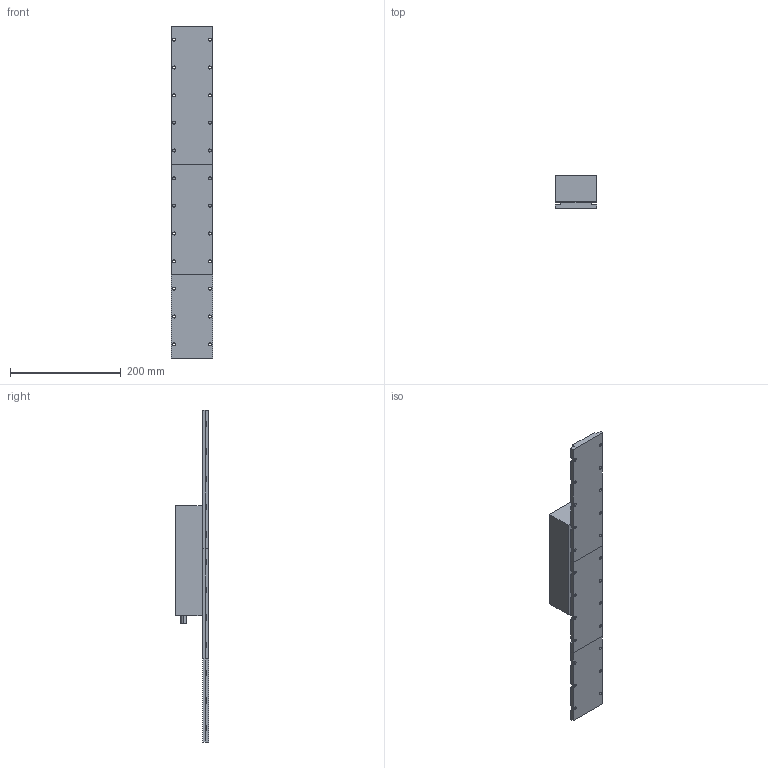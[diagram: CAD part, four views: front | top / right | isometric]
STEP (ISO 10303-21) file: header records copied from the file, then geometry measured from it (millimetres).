
FILE_DESCRIPTION (( 'STEP AP214' ), '1' );
FILE_NAME ('ZW3A-H55-2-ZP-MODEL.STEP', '2022-09-19T09:16:01', ( '' ), ( '' ), 'SwSTEP 2.0', 'SolidWorks 2020', '' );
FILE_SCHEMA (( 'AUTOMOTIVE_DESIGN' ));
Length unit declared in the file: millimetre
Products named in the file (5): ZW3A-H55-2-場撰-MODEL; ZW3A-H55-200MNS-MODEL; ZW3A-H55-2-ZP-MODEL; ZW3A-H55-250MNS-MODEL; ZW3A-H55-150MNS-MODEL
Assembly tree (4 placements, depth 2):
  ZW3A-H55-2-ZP-MODEL
    ZW3A-H55-150MNS-MODEL
    ZW3A-H55-250MNS-MODEL
    ZW3A-H55-200MNS-MODEL
    ZW3A-H55-2-場撰-MODEL
Bounding box: 75 x 60 x 600 mm (x, y, z)
Volume: 1135689.6 mm3; surface area: 166364.8 mm2
Topology: 4 solids, 4 shells, 342 faces, 918 edges, 576 vertices
Faces by surface type: plane 196, cylinder 110, cone 24, bspline 12
Entity records: 11360 total; most frequent: CARTESIAN_POINT 2239, DIRECTION 1812, ORIENTED_EDGE 1788, EDGE_CURVE 894, AXIS2_PLACEMENT_3D 605, LINE 602, VECTOR 602, VERTEX_POINT 576
